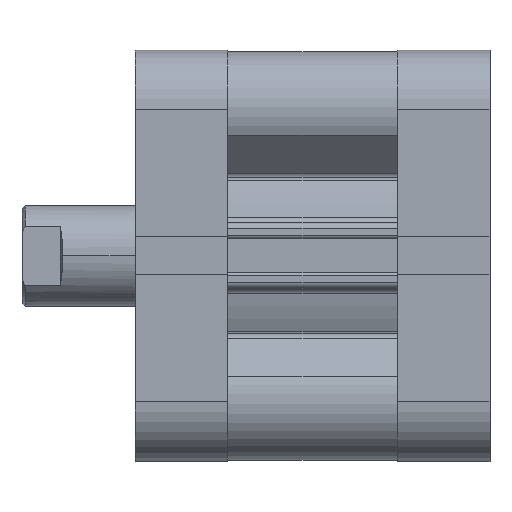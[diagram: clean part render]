
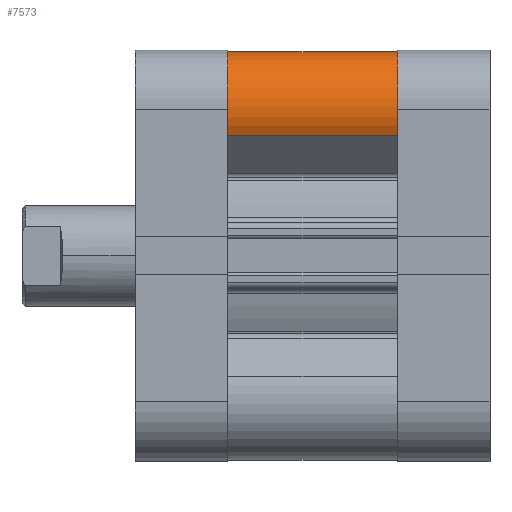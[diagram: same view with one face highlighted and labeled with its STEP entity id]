
A CAD part, top view. The second image highlights one B-rep face of the part: STEP entity #7573.
In plain terms, the highlighted cylindrical face has radius 9.25 mm (diameter 18.5 mm), a partial arc.
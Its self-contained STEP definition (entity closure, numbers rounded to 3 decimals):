
#812 = AXIS2_PLACEMENT_3D ( 'NONE', #6986, #6975, #6974 ) ;
#906 = AXIS2_PLACEMENT_3D ( 'NONE', #9136, #9127, #9124 ) ;
#914 = EDGE_CURVE ( 'NONE', #4912, #4701, #8451, .T. ) ;
#979 = EDGE_CURVE ( 'NONE', #4624, #4701, #8554, .T. ) ;
#981 = EDGE_CURVE ( 'NONE', #4654, #4912, #8551, .T. ) ;
#1195 = EDGE_CURVE ( 'NONE', #4654, #4624, #8919, .T. ) ;
#1645 = EDGE_LOOP ( 'NONE', ( #7913, #7912, #7911, #7910 ) ) ;
#2539 = CARTESIAN_POINT ( 'NONE',  ( 23.25, 23.25, 27. ) ) ;
#2544 = DIRECTION ( 'NONE',  ( -1., 0., 0. ) ) ;
#2548 = DIRECTION ( 'NONE',  ( 0., 0., -1. ) ) ;
#4624 = VERTEX_POINT ( 'NONE', #5655 ) ;
#4654 = VERTEX_POINT ( 'NONE', #5615 ) ;
#4701 = VERTEX_POINT ( 'NONE', #5551 ) ;
#4912 = VERTEX_POINT ( 'NONE', #5290 ) ;
#5290 = CARTESIAN_POINT ( 'NONE',  ( 31.559, 19.184, 0. ) ) ;
#5551 = CARTESIAN_POINT ( 'NONE',  ( 19.184, 31.559, 0. ) ) ;
#5615 = CARTESIAN_POINT ( 'NONE',  ( 31.559, 19.184, 27. ) ) ;
#5655 = CARTESIAN_POINT ( 'NONE',  ( 19.184, 31.559, 27. ) ) ;
#6974 = DIRECTION ( 'NONE',  ( -1., 0., 0. ) ) ;
#6975 = DIRECTION ( 'NONE',  ( 0., 0., 1. ) ) ;
#6986 = CARTESIAN_POINT ( 'NONE',  ( 23.25, 23.25, 27. ) ) ;
#7573 = ADVANCED_FACE ( 'NONE', ( #9547 ), #9540, .T. ) ;
#7910 = ORIENTED_EDGE ( 'NONE', *, *, #981, .T. ) ;
#7911 = ORIENTED_EDGE ( 'NONE', *, *, #1195, .F. ) ;
#7912 = ORIENTED_EDGE ( 'NONE', *, *, #979, .F. ) ;
#7913 = ORIENTED_EDGE ( 'NONE', *, *, #914, .T. ) ;
#8451 = CIRCLE ( 'NONE', #906, 9.25 ) ;
#8546 = VECTOR ( 'NONE', #9051, 1000. ) ;
#8551 = LINE ( 'NONE', #9052, #8558 ) ;
#8554 = LINE ( 'NONE', #9068, #8546 ) ;
#8558 = VECTOR ( 'NONE', #9044, 1000. ) ;
#8919 = CIRCLE ( 'NONE', #812, 9.25 ) ;
#9044 = DIRECTION ( 'NONE',  ( 0., 0., -1. ) ) ;
#9051 = DIRECTION ( 'NONE',  ( 0., 0., -1. ) ) ;
#9052 = CARTESIAN_POINT ( 'NONE',  ( 31.559, 19.184, 27. ) ) ;
#9068 = CARTESIAN_POINT ( 'NONE',  ( 19.184, 31.559, 27. ) ) ;
#9124 = DIRECTION ( 'NONE',  ( -1., 0., 0. ) ) ;
#9127 = DIRECTION ( 'NONE',  ( 0., 0., 1. ) ) ;
#9136 = CARTESIAN_POINT ( 'NONE',  ( 23.25, 23.25, 0. ) ) ;
#9540 = CYLINDRICAL_SURFACE ( 'NONE', #9804, 9.25 ) ;
#9547 = FACE_OUTER_BOUND ( 'NONE', #1645, .T. ) ;
#9804 = AXIS2_PLACEMENT_3D ( 'NONE', #2539, #2548, #2544 ) ;
